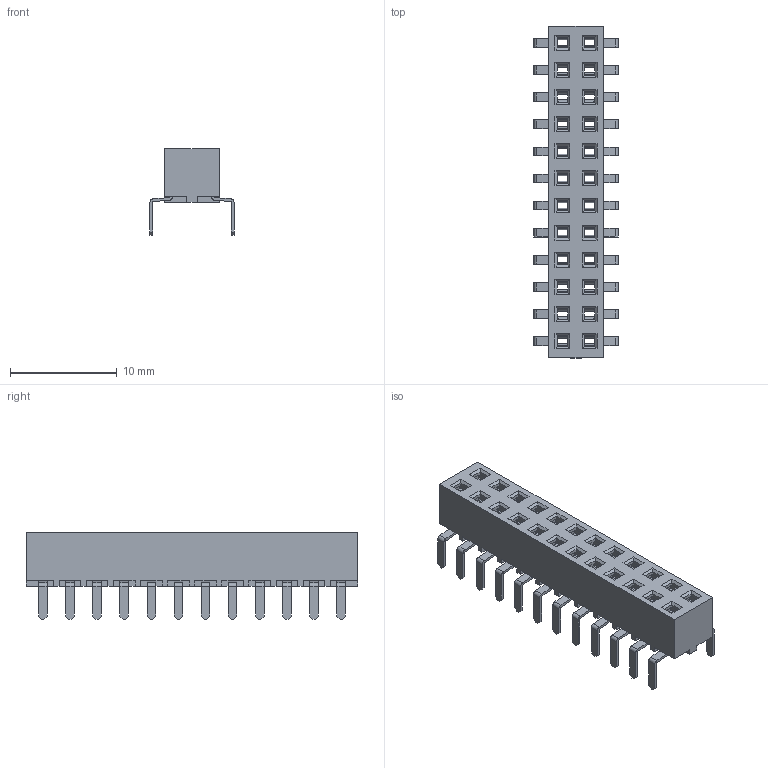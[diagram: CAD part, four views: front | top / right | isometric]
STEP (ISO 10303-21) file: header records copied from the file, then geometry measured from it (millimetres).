
FILE_DESCRIPTION(/* description */ ('Unknown'),/* implementation_level */ '2;1');
FILE_NAME(/* name */ 'J_Wurth_WR-PHD_613024216921',/* time_stamp */ '2025-04-18T16:53:11+08:00',/* author */ ('Unknown'),/* organization */ ('Unknown'),/* preprocessor_version */ 'ST-DEVELOPER v19.4',/* originating_system */ 'Solid Edge',/* authorisation */ 'Unknown');
FILE_SCHEMA (('AUTOMOTIVE_DESIGN {1 0 10303 214 3 1 1}'));
Products named in the file (2): J_Wurth_WR-PHD_613024216921
Assembly tree (1 placements, depth 2):
  J_Wurth_WR-PHD_613024216921
    J_Wurth_WR-PHD_613024216921
Bounding box: 7.87 x 31.08 x 8.1 mm (x, y, z)
Volume: 500.9 mm3; surface area: 2035.6 mm2
Topology: 1 solids, 1 shells, 1998 faces, 5604 edges, 3560 vertices
Faces by surface type: plane 1230, cylinder 768
Entity records: 78338 total; most frequent: CARTESIAN_POINT 12172, ORIENTED_EDGE 11208, DIRECTION 10660, EDGE_CURVE 5604, LINE 3972, VECTOR 3972, VERTEX_POINT 3560, AXIS2_PLACEMENT_3D 3344
